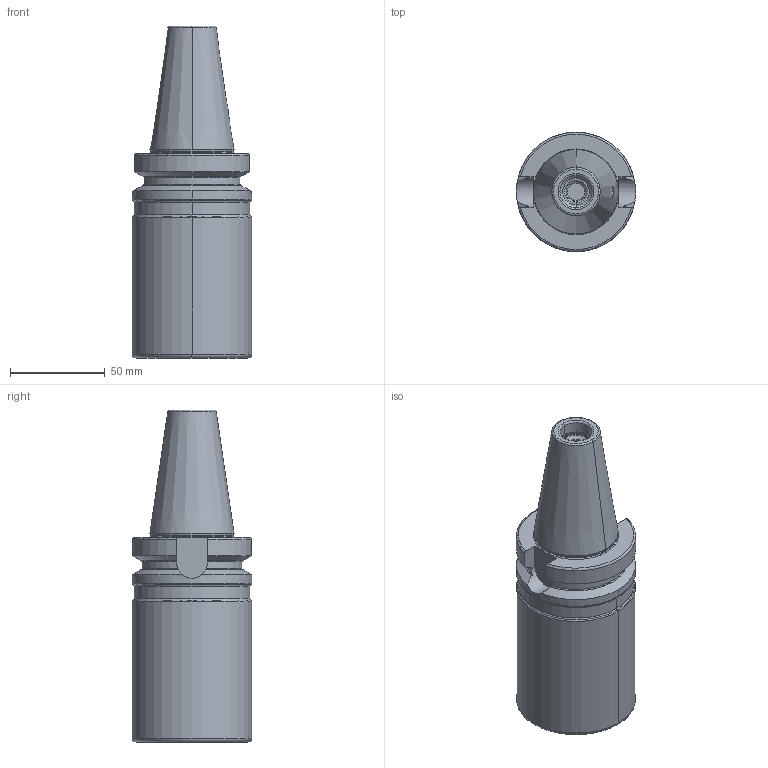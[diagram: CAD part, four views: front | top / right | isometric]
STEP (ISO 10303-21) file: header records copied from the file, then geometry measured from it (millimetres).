
FILE_DESCRIPTION((''),'2;1');
FILE_NAME('405_08_04A','2020-07-28T',('101107'),(''),'CREO PARAMETRIC BY PTC INC, 2016260','CREO PARAMETRIC BY PTC INC, 2016260','');
FILE_SCHEMA(('CONFIG_CONTROL_DESIGN'));
Length unit declared in the file: millimetre
Products named in the file (1): 405_08_04A
Bounding box: 63 x 63 x 175.4 mm (x, y, z)
Volume: 296970.6 mm3; surface area: 53775.3 mm2
Topology: 1 solids, 1 shells, 191 faces, 454 edges, 274 vertices
Faces by surface type: plane 61, cylinder 51, cone 41, torus 38
Entity records: 5878 total; most frequent: CARTESIAN_POINT 1402, DIRECTION 974, ORIENTED_EDGE 908, EDGE_CURVE 454, AXIS2_PLACEMENT_3D 398, VERTEX_POINT 274, EDGE_LOOP 204, CIRCLE 204
